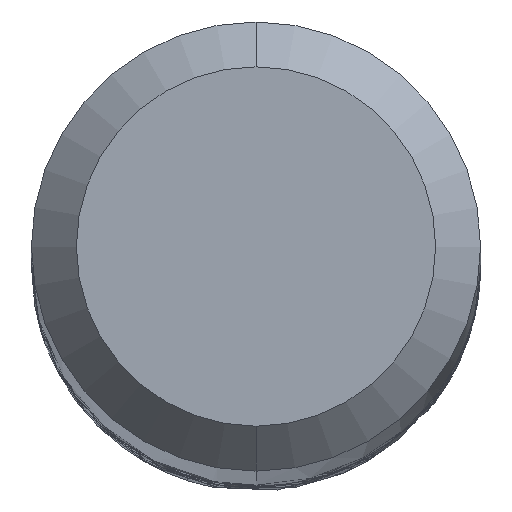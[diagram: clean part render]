
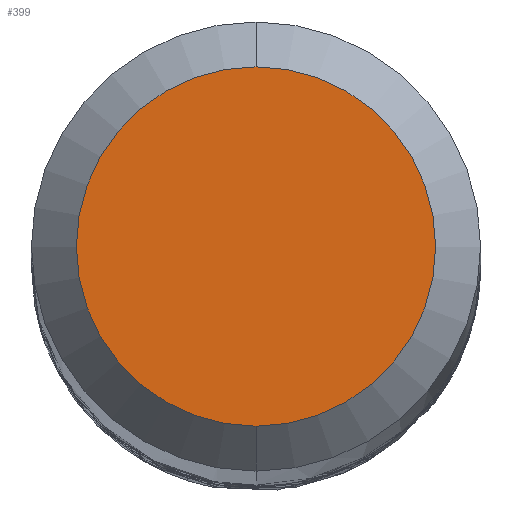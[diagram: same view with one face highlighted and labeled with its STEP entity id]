
A CAD part, top view. The second image highlights one B-rep face of the part: STEP entity #399.
In plain terms, the highlighted planar face has unit normal (0, 0, 1).
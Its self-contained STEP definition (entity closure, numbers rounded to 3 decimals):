
#399=ADVANCED_FACE('',(#1008),#1009,.T.);
#569=EDGE_CURVE('',#833,#693,#1187,.T.);
#693=VERTEX_POINT('',#1323);
#827=EDGE_CURVE('',#693,#833,#1471,.T.);
#833=VERTEX_POINT('',#1477);
#1008=FACE_OUTER_BOUND('',#2194,.T.);
#1009=PLANE('',#2195);
#1187=CIRCLE('',#3884,1.2);
#1323=CARTESIAN_POINT('',(0.0,1.2,0.0));
#1471=CIRCLE('',#7149,1.2);
#1477=CARTESIAN_POINT('',(0.,-1.2,0.0));
#2194=EDGE_LOOP('',(#7550,#7551));
#2195=AXIS2_PLACEMENT_3D('',#7552,#7553,#7554);
#3884=AXIS2_PLACEMENT_3D('',#7674,#7675,#7676);
#7149=AXIS2_PLACEMENT_3D('',#8007,#8008,#8009);
#7550=ORIENTED_EDGE('',*,*,#827,.F.);
#7551=ORIENTED_EDGE('',*,*,#569,.F.);
#7552=CARTESIAN_POINT('',(0.0,0.6,0.0));
#7553=DIRECTION('',(-0.0,0.0,1.0));
#7554=DIRECTION('',(0.0,-1.0,0.0));
#7674=CARTESIAN_POINT('',(0.0,0.0,0.0));
#7675=DIRECTION('',(0.0,0.0,-1.0));
#7676=DIRECTION('',(0.0,1.0,0.0));
#8007=CARTESIAN_POINT('',(0.0,0.0,0.0));
#8008=DIRECTION('',(0.0,0.0,-1.0));
#8009=DIRECTION('',(0.0,1.0,0.0));
